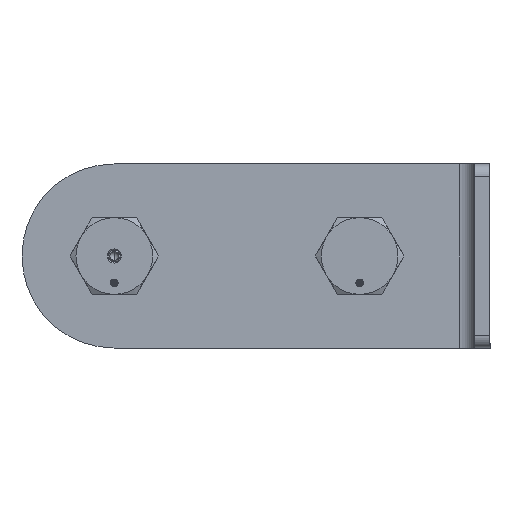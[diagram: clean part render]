
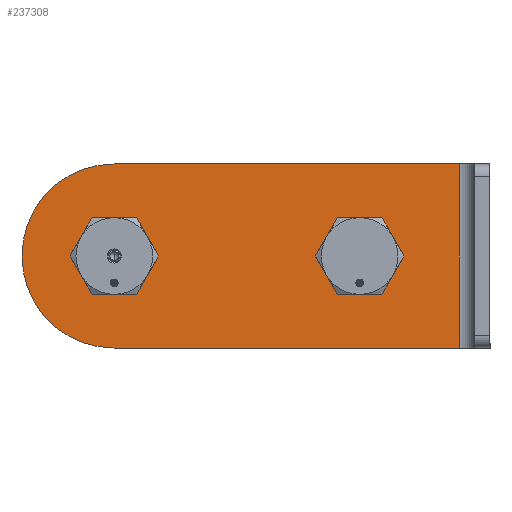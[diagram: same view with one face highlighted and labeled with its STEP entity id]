
A CAD part, left-side view. The second image highlights one B-rep face of the part: STEP entity #237308.
In plain terms, the highlighted planar face has unit normal (-1, 0, 0).
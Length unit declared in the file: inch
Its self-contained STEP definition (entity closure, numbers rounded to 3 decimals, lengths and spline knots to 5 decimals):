
#2674 = ORIENTED_EDGE ( 'NONE', *, *, #239681, .F. ) ;
#4080 = VERTEX_POINT ( 'NONE', #134556 ) ;
#9502 = ORIENTED_EDGE ( 'NONE', *, *, #217565, .T. ) ;
#11431 = EDGE_CURVE ( 'NONE', #216645, #234141, #85375, .T. ) ;
#12989 = CARTESIAN_POINT ( 'NONE',  ( -10.749, 4., 0. ) ) ;
#18937 = CARTESIAN_POINT ( 'NONE',  ( -10.749, 4.005, 1.5 ) ) ;
#20108 = CARTESIAN_POINT ( 'NONE',  ( -10.749, 4.005, -1.5 ) ) ;
#34990 = DIRECTION ( 'NONE',  ( 0., 0., -1. ) ) ;
#38082 = DIRECTION ( 'NONE',  ( 0., 0., -1. ) ) ;
#39017 = AXIS2_PLACEMENT_3D ( 'NONE', #230203, #49265, #67737 ) ;
#40275 = EDGE_CURVE ( 'NONE', #215302, #255210, #199255, .T. ) ;
#42364 = CARTESIAN_POINT ( 'NONE',  ( -10.749, 4.06154, -0.44893 ) ) ;
#45392 = ORIENTED_EDGE ( 'NONE', *, *, #234348, .F. ) ;
#48393 = CIRCLE ( 'NONE', #195995, 1.5 ) ;
#49265 = DIRECTION ( 'NONE',  ( 1., 0., 0. ) ) ;
#55401 = EDGE_CURVE ( 'NONE', #96449, #234141, #48393, .T. ) ;
#56903 = DIRECTION ( 'NONE',  ( 0., 0., 1. ) ) ;
#58957 = AXIS2_PLACEMENT_3D ( 'NONE', #93859, #133570, #91199 ) ;
#65428 = VECTOR ( 'NONE', #128926, 39.37008 ) ;
#67737 = DIRECTION ( 'NONE',  ( 0., 0., -1. ) ) ;
#68170 = DIRECTION ( 'NONE',  ( 0., 1., 0. ) ) ;
#70450 = DIRECTION ( 'NONE',  ( 0., 0., 1. ) ) ;
#70687 = CARTESIAN_POINT ( 'NONE',  ( -10.749, -1.625, -1.5 ) ) ;
#71927 = EDGE_CURVE ( 'NONE', #4080, #216645, #153113, .T. ) ;
#80672 = CARTESIAN_POINT ( 'NONE',  ( -10.749, 0., 0.45313 ) ) ;
#80696 = PLANE ( 'NONE',  #89215 ) ;
#85375 = LINE ( 'NONE', #128993, #184855 ) ;
#87948 = DIRECTION ( 'NONE',  ( -1., 0., 0. ) ) ;
#89215 = AXIS2_PLACEMENT_3D ( 'NONE', #156983, #195275, #38082 ) ;
#91199 = DIRECTION ( 'NONE',  ( 0., 0., 1. ) ) ;
#93097 = EDGE_CURVE ( 'NONE', #4080, #96449, #130243, .T. ) ;
#93437 = DIRECTION ( 'NONE',  ( 0., 0., 1. ) ) ;
#93859 = CARTESIAN_POINT ( 'NONE',  ( -10.749, 0., 0. ) ) ;
#94001 = AXIS2_PLACEMENT_3D ( 'NONE', #154749, #195659, #56903 ) ;
#94864 = CARTESIAN_POINT ( 'NONE',  ( -10.749, -1.625, -1.5 ) ) ;
#96449 = VERTEX_POINT ( 'NONE', #20108 ) ;
#100491 = CIRCLE ( 'NONE', #138389, 0.45312 ) ;
#100576 = FACE_OUTER_BOUND ( 'NONE', #121729, .T. ) ;
#103912 = VERTEX_POINT ( 'NONE', #42364 ) ;
#110249 = ORIENTED_EDGE ( 'NONE', *, *, #11431, .T. ) ;
#111854 = CARTESIAN_POINT ( 'NONE',  ( -10.749, 4., 0.45313 ) ) ;
#118393 = CARTESIAN_POINT ( 'NONE',  ( -10.749, -1.625, 1.5 ) ) ;
#121729 = EDGE_LOOP ( 'NONE', ( #110249, #258386, #247234, #126220 ) ) ;
#126220 = ORIENTED_EDGE ( 'NONE', *, *, #71927, .T. ) ;
#128926 = DIRECTION ( 'NONE',  ( 0., 1., 0. ) ) ;
#128993 = CARTESIAN_POINT ( 'NONE',  ( -10.749, -1.625, 1.5 ) ) ;
#130243 = LINE ( 'NONE', #70687, #65428 ) ;
#133570 = DIRECTION ( 'NONE',  ( -1., 0., 0. ) ) ;
#134556 = CARTESIAN_POINT ( 'NONE',  ( -10.749, -1.625, -1.5 ) ) ;
#134721 = ORIENTED_EDGE ( 'NONE', *, *, #189661, .F. ) ;
#135384 = CARTESIAN_POINT ( 'NONE',  ( -10.749, 4., -0.438 ) ) ;
#135468 = ORIENTED_EDGE ( 'NONE', *, *, #165413, .F. ) ;
#137049 = VECTOR ( 'NONE', #215114, 39.37008 ) ;
#138389 = AXIS2_PLACEMENT_3D ( 'NONE', #12989, #211034, #93437 ) ;
#140275 = FACE_BOUND ( 'NONE', #212323, .T. ) ;
#141569 = VERTEX_POINT ( 'NONE', #200885 ) ;
#142289 = VERTEX_POINT ( 'NONE', #80672 ) ;
#153113 = LINE ( 'NONE', #94864, #137049 ) ;
#154749 = CARTESIAN_POINT ( 'NONE',  ( -10.749, 4., 0. ) ) ;
#156983 = CARTESIAN_POINT ( 'NONE',  ( -10.749, -1.625, -1.5 ) ) ;
#165413 = EDGE_CURVE ( 'NONE', #142289, #255210, #201993, .T. ) ;
#165528 = CIRCLE ( 'NONE', #169692, 0.0625 ) ;
#169692 = AXIS2_PLACEMENT_3D ( 'NONE', #135384, #196075, #34990 ) ;
#172161 = ORIENTED_EDGE ( 'NONE', *, *, #40275, .T. ) ;
#172952 = CIRCLE ( 'NONE', #58957, 0.45312 ) ;
#180934 = AXIS2_PLACEMENT_3D ( 'NONE', #193654, #87948, #194946 ) ;
#184855 = VECTOR ( 'NONE', #68170, 39.37008 ) ;
#189661 = EDGE_CURVE ( 'NONE', #229078, #103912, #207898, .T. ) ;
#193654 = CARTESIAN_POINT ( 'NONE',  ( -10.749, 0., 0. ) ) ;
#194946 = DIRECTION ( 'NONE',  ( 0., 0., 1. ) ) ;
#195275 = DIRECTION ( 'NONE',  ( 1., 0., 0. ) ) ;
#195659 = DIRECTION ( 'NONE',  ( -1., 0., 0. ) ) ;
#195995 = AXIS2_PLACEMENT_3D ( 'NONE', #254166, #234282, #70450 ) ;
#196075 = DIRECTION ( 'NONE',  ( 1., 0., 0. ) ) ;
#196510 = CARTESIAN_POINT ( 'NONE',  ( -10.749, -0.06154, -0.44893 ) ) ;
#199255 = CIRCLE ( 'NONE', #39017, 0.0625 ) ;
#200885 = CARTESIAN_POINT ( 'NONE',  ( -10.749, 3.93846, -0.44893 ) ) ;
#201993 = CIRCLE ( 'NONE', #180934, 0.45312 ) ;
#207898 = CIRCLE ( 'NONE', #94001, 0.45312 ) ;
#211034 = DIRECTION ( 'NONE',  ( -1., 0., 0. ) ) ;
#212323 = EDGE_LOOP ( 'NONE', ( #45392, #172161, #135468 ) ) ;
#215114 = DIRECTION ( 'NONE',  ( 0., 0., 1. ) ) ;
#215302 = VERTEX_POINT ( 'NONE', #196510 ) ;
#216645 = VERTEX_POINT ( 'NONE', #118393 ) ;
#217565 = EDGE_CURVE ( 'NONE', #141569, #103912, #165528, .T. ) ;
#220778 = FACE_BOUND ( 'NONE', #259121, .T. ) ;
#229078 = VERTEX_POINT ( 'NONE', #111854 ) ;
#230203 = CARTESIAN_POINT ( 'NONE',  ( -10.749, 0., -0.438 ) ) ;
#234141 = VERTEX_POINT ( 'NONE', #18937 ) ;
#234282 = DIRECTION ( 'NONE',  ( 1., 0., 0. ) ) ;
#234348 = EDGE_CURVE ( 'NONE', #215302, #142289, #172952, .T. ) ;
#237308 = ADVANCED_FACE ( 'NONE', ( #140275, #220778, #100576 ), #80696, .F. ) ;
#238754 = CARTESIAN_POINT ( 'NONE',  ( -10.749, 0.06154, -0.44893 ) ) ;
#239681 = EDGE_CURVE ( 'NONE', #141569, #229078, #100491, .T. ) ;
#247234 = ORIENTED_EDGE ( 'NONE', *, *, #93097, .F. ) ;
#254166 = CARTESIAN_POINT ( 'NONE',  ( -10.749, 4.005, 0. ) ) ;
#255210 = VERTEX_POINT ( 'NONE', #238754 ) ;
#258386 = ORIENTED_EDGE ( 'NONE', *, *, #55401, .F. ) ;
#259121 = EDGE_LOOP ( 'NONE', ( #2674, #9502, #134721 ) ) ;
